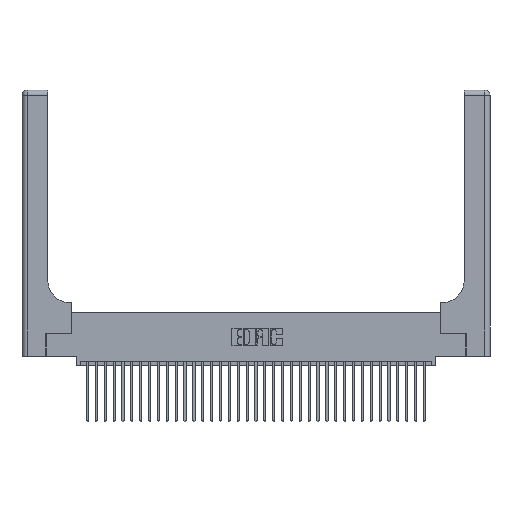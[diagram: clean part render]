
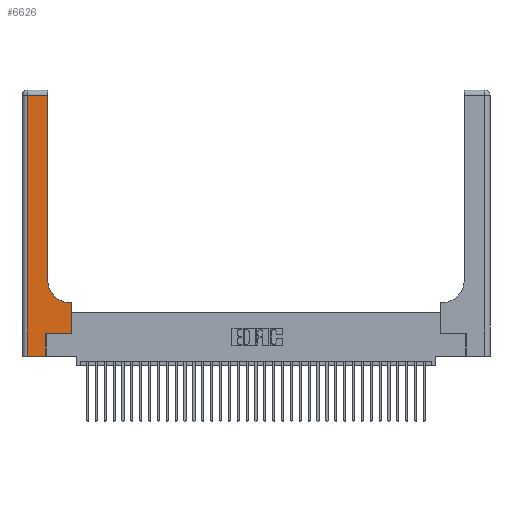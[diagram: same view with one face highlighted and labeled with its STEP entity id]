
A CAD part, top view. The second image highlights one B-rep face of the part: STEP entity #6626.
In plain terms, the highlighted planar face has unit normal (0, 0, 1).
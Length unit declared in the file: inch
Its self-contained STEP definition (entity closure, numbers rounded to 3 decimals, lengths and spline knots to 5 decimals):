
#252 = VECTOR ( 'NONE', #3952, 39.37008 ) ;
#579 = CARTESIAN_POINT ( 'NONE',  ( 0.5415, 0.6, 0.37 ) ) ;
#1389 = VERTEX_POINT ( 'NONE', #12675 ) ;
#1610 = DIRECTION ( 'NONE',  ( 0., 0., -1. ) ) ;
#1701 = LINE ( 'NONE', #8227, #30668 ) ;
#1822 = CARTESIAN_POINT ( 'NONE',  ( 0.06, 2.94, 0.37 ) ) ;
#1859 = VERTEX_POINT ( 'NONE', #579 ) ;
#2202 = DIRECTION ( 'NONE',  ( 0., 1., 0. ) ) ;
#2239 = VECTOR ( 'NONE', #16806, 39.37008 ) ;
#3952 = DIRECTION ( 'NONE',  ( 1., 0., 0. ) ) ;
#4034 = VERTEX_POINT ( 'NONE', #16056 ) ;
#4389 = ORIENTED_EDGE ( 'NONE', *, *, #30008, .T. ) ;
#5060 = DIRECTION ( 'NONE',  ( 0., -1., 0. ) ) ;
#5796 = VERTEX_POINT ( 'NONE', #18780 ) ;
#6626 = ADVANCED_FACE ( 'NONE', ( #21013 ), #28534, .F. ) ;
#6649 = CARTESIAN_POINT ( 'NONE',  ( 0.5585, 0.25, 0.37 ) ) ;
#6742 = CARTESIAN_POINT ( 'NONE',  ( 0., 0., 0.37 ) ) ;
#7066 = LINE ( 'NONE', #35506, #13652 ) ;
#7251 = EDGE_CURVE ( 'NONE', #4034, #1859, #1701, .T. ) ;
#7612 = DIRECTION ( 'NONE',  ( 0., 1., 0. ) ) ;
#7647 = ORIENTED_EDGE ( 'NONE', *, *, #22662, .T. ) ;
#8209 = EDGE_LOOP ( 'NONE', ( #18293, #4389, #17617, #26305, #28378, #35858, #23941, #13260, #7647 ) ) ;
#8227 = CARTESIAN_POINT ( 'NONE',  ( 0.2915, 0.6, 0.37 ) ) ;
#8504 = VECTOR ( 'NONE', #5060, 39.37008 ) ;
#8966 = VERTEX_POINT ( 'NONE', #1822 ) ;
#10663 = CARTESIAN_POINT ( 'NONE',  ( 0.5585, 0.25, 0.37 ) ) ;
#12301 = VERTEX_POINT ( 'NONE', #10663 ) ;
#12675 = CARTESIAN_POINT ( 'NONE',  ( 0.2915, 2.94, 0.37 ) ) ;
#13260 = ORIENTED_EDGE ( 'NONE', *, *, #7251, .T. ) ;
#13652 = VECTOR ( 'NONE', #7612, 39.37008 ) ;
#14076 = CARTESIAN_POINT ( 'NONE',  ( 0.2915, 0.85, 0.37 ) ) ;
#14460 = CARTESIAN_POINT ( 'NONE',  ( 0., 3., 0.37 ) ) ;
#16056 = CARTESIAN_POINT ( 'NONE',  ( 0.5585, 0.6, 0.37 ) ) ;
#16806 = DIRECTION ( 'NONE',  ( 1., 0., 0. ) ) ;
#17378 = DIRECTION ( 'NONE',  ( -1., 0., 0. ) ) ;
#17617 = ORIENTED_EDGE ( 'NONE', *, *, #20697, .T. ) ;
#18293 = ORIENTED_EDGE ( 'NONE', *, *, #33950, .T. ) ;
#18431 = CARTESIAN_POINT ( 'NONE',  ( 0.5415, 0.85, 0.37 ) ) ;
#18678 = AXIS2_PLACEMENT_3D ( 'NONE', #14460, #34158, #17378 ) ;
#18780 = CARTESIAN_POINT ( 'NONE',  ( 0.269, 0., 0.37 ) ) ;
#19032 = CARTESIAN_POINT ( 'NONE',  ( 0.2915, 3., 0.37 ) ) ;
#19643 = VERTEX_POINT ( 'NONE', #14076 ) ;
#20019 = VECTOR ( 'NONE', #29553, 39.37008 ) ;
#20428 = EDGE_CURVE ( 'NONE', #12301, #4034, #31278, .T. ) ;
#20626 = DIRECTION ( 'NONE',  ( 0., 1., 0. ) ) ;
#20697 = EDGE_CURVE ( 'NONE', #8966, #22400, #29942, .T. ) ;
#21013 = FACE_OUTER_BOUND ( 'NONE', #8209, .T. ) ;
#21277 = DIRECTION ( 'NONE',  ( 1., 0., 0. ) ) ;
#21860 = CARTESIAN_POINT ( 'NONE',  ( 0.06, 3., 0.37 ) ) ;
#21875 = LINE ( 'NONE', #19032, #34958 ) ;
#22400 = VERTEX_POINT ( 'NONE', #23156 ) ;
#22662 = EDGE_CURVE ( 'NONE', #1859, #19643, #34618, .T. ) ;
#22729 = LINE ( 'NONE', #6742, #252 ) ;
#23023 = VECTOR ( 'NONE', #20626, 39.37008 ) ;
#23156 = CARTESIAN_POINT ( 'NONE',  ( 0.06, 0., 0.37 ) ) ;
#23941 = ORIENTED_EDGE ( 'NONE', *, *, #20428, .T. ) ;
#25546 = LINE ( 'NONE', #33598, #2239 ) ;
#26305 = ORIENTED_EDGE ( 'NONE', *, *, #34350, .T. ) ;
#26726 = EDGE_CURVE ( 'NONE', #30742, #12301, #25546, .T. ) ;
#26773 = CARTESIAN_POINT ( 'NONE',  ( 0., 2.94, 0.37 ) ) ;
#27222 = EDGE_CURVE ( 'NONE', #5796, #30742, #7066, .T. ) ;
#28378 = ORIENTED_EDGE ( 'NONE', *, *, #27222, .T. ) ;
#28534 = PLANE ( 'NONE',  #18678 ) ;
#29553 = DIRECTION ( 'NONE',  ( -1., 0., 0. ) ) ;
#29942 = LINE ( 'NONE', #21860, #8504 ) ;
#30008 = EDGE_CURVE ( 'NONE', #1389, #8966, #34877, .T. ) ;
#30631 = DIRECTION ( 'NONE',  ( -1., 0., 0. ) ) ;
#30668 = VECTOR ( 'NONE', #30631, 39.37008 ) ;
#30742 = VERTEX_POINT ( 'NONE', #33671 ) ;
#31278 = LINE ( 'NONE', #6649, #23023 ) ;
#32679 = AXIS2_PLACEMENT_3D ( 'NONE', #18431, #1610, #21277 ) ;
#33598 = CARTESIAN_POINT ( 'NONE',  ( 0.269, 0.25, 0.37 ) ) ;
#33671 = CARTESIAN_POINT ( 'NONE',  ( 0.269, 0.25, 0.37 ) ) ;
#33950 = EDGE_CURVE ( 'NONE', #19643, #1389, #21875, .T. ) ;
#34158 = DIRECTION ( 'NONE',  ( 0., 0., -1. ) ) ;
#34350 = EDGE_CURVE ( 'NONE', #22400, #5796, #22729, .T. ) ;
#34618 = CIRCLE ( 'NONE', #32679, 0.25 ) ;
#34877 = LINE ( 'NONE', #26773, #20019 ) ;
#34958 = VECTOR ( 'NONE', #2202, 39.37008 ) ;
#35506 = CARTESIAN_POINT ( 'NONE',  ( 0.269, 0., 0.37 ) ) ;
#35858 = ORIENTED_EDGE ( 'NONE', *, *, #26726, .T. ) ;
